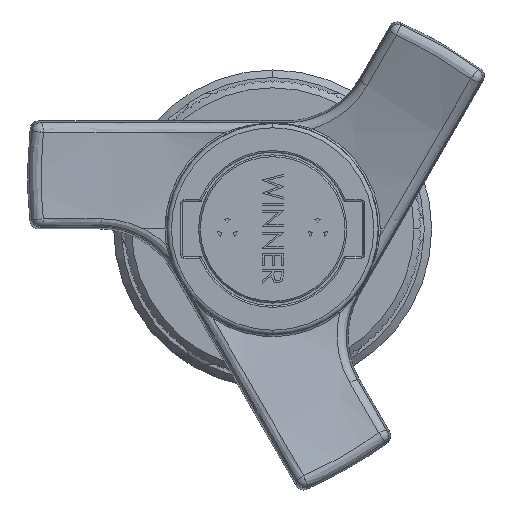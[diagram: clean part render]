
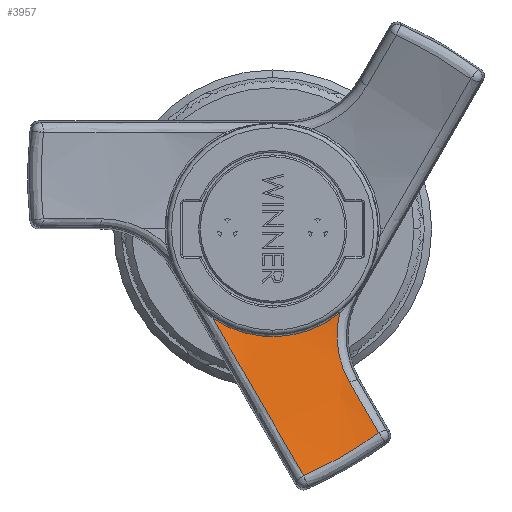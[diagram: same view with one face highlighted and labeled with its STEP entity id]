
A CAD part, left-side view. The second image highlights one B-rep face of the part: STEP entity #3957.
In plain terms, the highlighted spherical face has radius 70 mm.
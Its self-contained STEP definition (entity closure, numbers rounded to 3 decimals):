
#882 = FACE_OUTER_BOUND ( 'NONE', #13064, .T. ) ;
#1252 = EDGE_CURVE ( 'NONE', #7753, #20900, #32269, .T. ) ;
#1937 = EDGE_CURVE ( 'NONE', #20900, #23481, #35532, .T. ) ;
#2205 = CARTESIAN_POINT ( 'NONE',  ( -40.039, 6.131, -12.195 ) ) ;
#2363 = CARTESIAN_POINT ( 'NONE',  ( -40.077, -7.668, -11.377 ) ) ;
#3069 = CARTESIAN_POINT ( 'NONE',  ( -41.729, -9.091, -18.152 ) ) ;
#3957 = ADVANCED_FACE ( 'NONE', ( #882 ), #10361, .F. ) ;
#4543 = CARTESIAN_POINT ( 'NONE',  ( -43.257, -11.399, -22.149 ) ) ;
#4562 = ORIENTED_EDGE ( 'NONE', *, *, #22895, .T. ) ;
#4575 = VERTEX_POINT ( 'NONE', #20800 ) ;
#5059 = CARTESIAN_POINT ( 'NONE',  ( -44.749, -6.783, -27.812 ) ) ;
#5384 = CARTESIAN_POINT ( 'NONE',  ( -39.928, -7.84, -10.311 ) ) ;
#5668 = AXIS2_PLACEMENT_3D ( 'NONE', #20111, #34586, #31191 ) ;
#6395 = DIRECTION ( 'NONE',  ( 0., 0., 1. ) ) ;
#7753 = VERTEX_POINT ( 'NONE', #11975 ) ;
#7808 = CARTESIAN_POINT ( 'NONE',  ( -41.517, -8.741, -17.548 ) ) ;
#7849 = CARTESIAN_POINT ( 'NONE',  ( -44.199, -12.52, -24.09 ) ) ;
#9727 = VERTEX_POINT ( 'NONE', #20361 ) ;
#10361 = SPHERICAL_SURFACE ( 'NONE', #5668, 70. ) ;
#10423 = CARTESIAN_POINT ( 'NONE',  ( -45.201, -3.676, -29.186 ) ) ;
#10583 = CARTESIAN_POINT ( 'NONE',  ( -39.887, -7.927, -9.961 ) ) ;
#10595 = CIRCLE ( 'NONE', #12095, 12.73 ) ;
#10709 = CARTESIAN_POINT ( 'NONE',  ( -40.319, -7.601, -12.795 ) ) ;
#10825 = CARTESIAN_POINT ( 'NONE',  ( -39.975, -7.771, -10.668 ) ) ;
#11975 = CARTESIAN_POINT ( 'NONE',  ( -45.201, -3.676, -29.186 ) ) ;
#12095 = AXIS2_PLACEMENT_3D ( 'NONE', #30945, #25777, #6395 ) ;
#13064 = EDGE_LOOP ( 'NONE', ( #15529, #4562, #25049, #33783, #14278 ) ) ;
#13289 = CARTESIAN_POINT ( 'NONE',  ( -41.236, 2.478, -18.524 ) ) ;
#13525 = CARTESIAN_POINT ( 'NONE',  ( -40.863, 3.385, -16.953 ) ) ;
#14278 = ORIENTED_EDGE ( 'NONE', *, *, #1937, .T. ) ;
#15529 = ORIENTED_EDGE ( 'NONE', *, *, #24943, .T. ) ;
#15938 = CARTESIAN_POINT ( 'NONE',  ( -43.745, -1.971, -26.233 ) ) ;
#16412 = CARTESIAN_POINT ( 'NONE',  ( -40.265, 5.21, -13.791 ) ) ;
#17350 = EDGE_CURVE ( 'NONE', #4575, #7753, #25841, .T. ) ;
#19047 = CARTESIAN_POINT ( 'NONE',  ( -45.201, -3.676, -29.186 ) ) ;
#20111 = CARTESIAN_POINT ( 'NONE',  ( -108.72, 0., 0. ) ) ;
#20361 = CARTESIAN_POINT ( 'NONE',  ( -39.887, -7.927, -9.961 ) ) ;
#20610 = B_SPLINE_CURVE_WITH_KNOTS ( 'NONE', 3,
 ( #21899, #7808, #29955, #21658, #24190, #35651, #26951, #10709, #21781, #32511, #2363, #10825, #5384, #10583 ),
 .UNSPECIFIED., .F., .F.,
 ( 4, 2, 2, 2, 2, 2, 4 ),
 ( 0., 0.002, 0.004, 0.005, 0.007, 0.008, 0.009 ),
 .UNSPECIFIED. ) ;
#20800 = CARTESIAN_POINT ( 'NONE',  ( -39.887, 7.053, -10.597 ) ) ;
#20900 = VERTEX_POINT ( 'NONE', #21165 ) ;
#21165 = CARTESIAN_POINT ( 'NONE',  ( -44.199, -12.52, -24.09 ) ) ;
#21658 = CARTESIAN_POINT ( 'NONE',  ( -40.944, -7.991, -15.592 ) ) ;
#21781 = CARTESIAN_POINT ( 'NONE',  ( -40.254, -7.601, -12.441 ) ) ;
#21899 = CARTESIAN_POINT ( 'NONE',  ( -41.729, -9.091, -18.152 ) ) ;
#22895 = EDGE_CURVE ( 'NONE', #9727, #4575, #10595, .T. ) ;
#23481 = VERTEX_POINT ( 'NONE', #3069 ) ;
#24190 = CARTESIAN_POINT ( 'NONE',  ( -40.772, -7.824, -14.913 ) ) ;
#24354 = CARTESIAN_POINT ( 'NONE',  ( -44.414, -9.754, -26.103 ) ) ;
#24514 = CARTESIAN_POINT ( 'NONE',  ( -42.572, -0.22, -23.198 ) ) ;
#24943 = EDGE_CURVE ( 'NONE', #23481, #9727, #20610, .T. ) ;
#25049 = ORIENTED_EDGE ( 'NONE', *, *, #17350, .T. ) ;
#25777 = DIRECTION ( 'NONE',  ( 1., 0., 0. ) ) ;
#25841 = B_SPLINE_CURVE_WITH_KNOTS ( 'NONE', 3,
 ( #26912, #2205, #16412, #13525, #13289, #24514, #15938, #10423 ),
 .UNSPECIFIED., .F., .F.,
 ( 4, 2, 2, 4 ),
 ( 0.007, 0.013, 0.018, 0.029 ),
 .UNSPECIFIED. ) ;
#26912 = CARTESIAN_POINT ( 'NONE',  ( -39.887, 7.053, -10.597 ) ) ;
#26951 = CARTESIAN_POINT ( 'NONE',  ( -40.46, -7.636, -13.504 ) ) ;
#29596 = CARTESIAN_POINT ( 'NONE',  ( -42.432, -10.254, -20.167 ) ) ;
#29955 = CARTESIAN_POINT ( 'NONE',  ( -41.316, -8.449, -16.908 ) ) ;
#30945 = CARTESIAN_POINT ( 'NONE',  ( -39.887, 0., 0. ) ) ;
#31191 = DIRECTION ( 'NONE',  ( 0., 1., 0. ) ) ;
#31305 = CARTESIAN_POINT ( 'NONE',  ( -44.199, -12.52, -24.09 ) ) ;
#32269 = B_SPLINE_CURVE_WITH_KNOTS ( 'NONE', 3,
 ( #19047, #5059, #24354, #7849 ),
 .UNSPECIFIED., .F., .F.,
 ( 4, 4 ),
 ( 0., 0.01 ),
 .UNSPECIFIED. ) ;
#32376 = CARTESIAN_POINT ( 'NONE',  ( -41.729, -9.091, -18.152 ) ) ;
#32511 = CARTESIAN_POINT ( 'NONE',  ( -40.133, -7.634, -11.732 ) ) ;
#33783 = ORIENTED_EDGE ( 'NONE', *, *, #1252, .T. ) ;
#34586 = DIRECTION ( 'NONE',  ( 0., 0., 1. ) ) ;
#35532 = B_SPLINE_CURVE_WITH_KNOTS ( 'NONE', 3,
 ( #31305, #4543, #29596, #32376 ),
 .UNSPECIFIED., .F., .F.,
 ( 4, 4 ),
 ( 0., 0.007 ),
 .UNSPECIFIED. ) ;
#35651 = CARTESIAN_POINT ( 'NONE',  ( -40.535, -7.67, -13.86 ) ) ;
